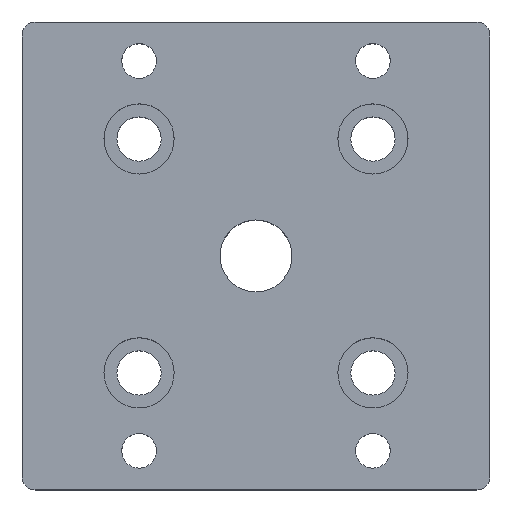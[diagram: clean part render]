
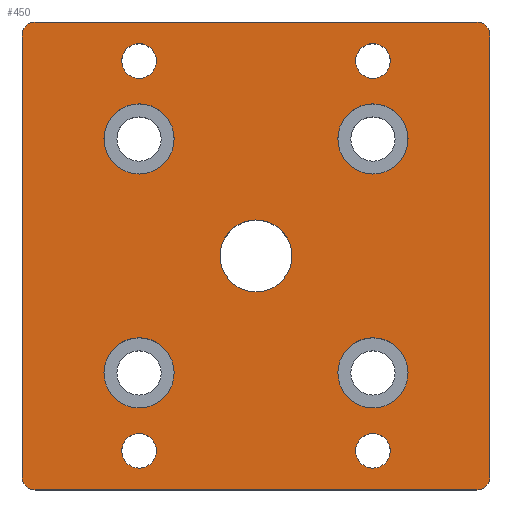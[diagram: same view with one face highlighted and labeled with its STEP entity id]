
A CAD part, top view. The second image highlights one B-rep face of the part: STEP entity #450.
In plain terms, the highlighted planar face has unit normal (0, 0, 1).
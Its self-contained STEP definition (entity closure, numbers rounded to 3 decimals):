
#16=PLANE('',#493);
#29=LINE('',#725,#45);
#30=LINE('',#729,#46);
#31=LINE('',#733,#47);
#32=LINE('',#736,#48);
#45=VECTOR('',#582,85.);
#46=VECTOR('',#585,85.);
#47=VECTOR('',#588,85.);
#48=VECTOR('',#591,85.);
#64=FACE_BOUND('',#137,.T.);
#65=FACE_BOUND('',#138,.T.);
#66=FACE_BOUND('',#139,.T.);
#67=FACE_BOUND('',#140,.T.);
#68=FACE_BOUND('',#141,.T.);
#69=FACE_BOUND('',#142,.T.);
#70=FACE_BOUND('',#143,.T.);
#71=FACE_BOUND('',#144,.T.);
#72=FACE_BOUND('',#145,.T.);
#102=FACE_OUTER_BOUND('',#136,.T.);
#136=EDGE_LOOP('',(#337,#338,#339,#340,#341,#342,#343,#344));
#137=EDGE_LOOP('',(#345));
#138=EDGE_LOOP('',(#346));
#139=EDGE_LOOP('',(#347));
#140=EDGE_LOOP('',(#348));
#141=EDGE_LOOP('',(#349));
#142=EDGE_LOOP('',(#350));
#143=EDGE_LOOP('',(#351));
#144=EDGE_LOOP('',(#352));
#145=EDGE_LOOP('',(#353));
#191=CIRCLE('',#476,3.324);
#193=CIRCLE('',#479,3.324);
#195=CIRCLE('',#482,3.324);
#197=CIRCLE('',#485,3.324);
#199=CIRCLE('',#488,6.918);
#201=CIRCLE('',#491,2.5);
#203=CIRCLE('',#494,2.5);
#204=CIRCLE('',#495,2.5);
#205=CIRCLE('',#496,2.5);
#206=CIRCLE('',#497,6.75);
#207=CIRCLE('',#498,6.75);
#208=CIRCLE('',#499,6.75);
#209=CIRCLE('',#500,6.75);
#227=VERTEX_POINT('',#690);
#229=VERTEX_POINT('',#695);
#231=VERTEX_POINT('',#700);
#233=VERTEX_POINT('',#705);
#235=VERTEX_POINT('',#710);
#237=VERTEX_POINT('',#715);
#238=VERTEX_POINT('',#716);
#241=VERTEX_POINT('',#724);
#242=VERTEX_POINT('',#726);
#243=VERTEX_POINT('',#728);
#244=VERTEX_POINT('',#730);
#245=VERTEX_POINT('',#732);
#246=VERTEX_POINT('',#734);
#247=VERTEX_POINT('',#737);
#248=VERTEX_POINT('',#739);
#249=VERTEX_POINT('',#741);
#250=VERTEX_POINT('',#743);
#271=EDGE_CURVE('',#227,#227,#191,.T.);
#273=EDGE_CURVE('',#229,#229,#193,.T.);
#275=EDGE_CURVE('',#231,#231,#195,.T.);
#277=EDGE_CURVE('',#233,#233,#197,.T.);
#279=EDGE_CURVE('',#235,#235,#199,.T.);
#281=EDGE_CURVE('',#237,#238,#201,.T.);
#285=EDGE_CURVE('',#241,#237,#29,.T.);
#286=EDGE_CURVE('',#242,#241,#203,.T.);
#287=EDGE_CURVE('',#243,#242,#30,.T.);
#288=EDGE_CURVE('',#244,#243,#204,.T.);
#289=EDGE_CURVE('',#245,#244,#31,.T.);
#290=EDGE_CURVE('',#246,#245,#205,.T.);
#291=EDGE_CURVE('',#238,#246,#32,.T.);
#292=EDGE_CURVE('',#247,#247,#206,.T.);
#293=EDGE_CURVE('',#248,#248,#207,.T.);
#294=EDGE_CURVE('',#249,#249,#208,.T.);
#295=EDGE_CURVE('',#250,#250,#209,.T.);
#337=ORIENTED_EDGE('',*,*,#281,.F.);
#338=ORIENTED_EDGE('',*,*,#285,.F.);
#339=ORIENTED_EDGE('',*,*,#286,.F.);
#340=ORIENTED_EDGE('',*,*,#287,.F.);
#341=ORIENTED_EDGE('',*,*,#288,.F.);
#342=ORIENTED_EDGE('',*,*,#289,.F.);
#343=ORIENTED_EDGE('',*,*,#290,.F.);
#344=ORIENTED_EDGE('',*,*,#291,.F.);
#345=ORIENTED_EDGE('',*,*,#271,.T.);
#346=ORIENTED_EDGE('',*,*,#273,.T.);
#347=ORIENTED_EDGE('',*,*,#275,.T.);
#348=ORIENTED_EDGE('',*,*,#277,.T.);
#349=ORIENTED_EDGE('',*,*,#279,.T.);
#350=ORIENTED_EDGE('',*,*,#292,.T.);
#351=ORIENTED_EDGE('',*,*,#293,.T.);
#352=ORIENTED_EDGE('',*,*,#294,.T.);
#353=ORIENTED_EDGE('',*,*,#295,.T.);
#450=ADVANCED_FACE('',(#102,#64,#65,#66,#67,#68,#69,#70,#71,#72),#16,.T.);
#476=AXIS2_PLACEMENT_3D('',#691,#544,#545);
#479=AXIS2_PLACEMENT_3D('',#696,#550,#551);
#482=AXIS2_PLACEMENT_3D('',#701,#556,#557);
#485=AXIS2_PLACEMENT_3D('',#706,#562,#563);
#488=AXIS2_PLACEMENT_3D('',#711,#568,#569);
#491=AXIS2_PLACEMENT_3D('',#717,#574,#575);
#493=AXIS2_PLACEMENT_3D('',#723,#580,#581);
#494=AXIS2_PLACEMENT_3D('',#727,#583,#584);
#495=AXIS2_PLACEMENT_3D('',#731,#586,#587);
#496=AXIS2_PLACEMENT_3D('',#735,#589,#590);
#497=AXIS2_PLACEMENT_3D('',#738,#592,#593);
#498=AXIS2_PLACEMENT_3D('',#740,#594,#595);
#499=AXIS2_PLACEMENT_3D('',#742,#596,#597);
#500=AXIS2_PLACEMENT_3D('',#744,#598,#599);
#544=DIRECTION('center_axis',(0.,0.,-1.));
#545=DIRECTION('ref_axis',(-1.,0.,0.));
#550=DIRECTION('center_axis',(0.,0.,-1.));
#551=DIRECTION('ref_axis',(-1.,0.,0.));
#556=DIRECTION('center_axis',(0.,0.,-1.));
#557=DIRECTION('ref_axis',(-1.,0.,0.));
#562=DIRECTION('center_axis',(0.,0.,-1.));
#563=DIRECTION('ref_axis',(-1.,0.,0.));
#568=DIRECTION('center_axis',(0.,0.,-1.));
#569=DIRECTION('ref_axis',(-1.,0.,0.));
#574=DIRECTION('center_axis',(0.,0.,-1.));
#575=DIRECTION('ref_axis',(0.707,0.707,0.));
#580=DIRECTION('center_axis',(0.,0.,1.));
#581=DIRECTION('ref_axis',(1.,0.,0.));
#582=DIRECTION('',(1.,0.,0.));
#583=DIRECTION('center_axis',(0.,0.,-1.));
#584=DIRECTION('ref_axis',(-0.707,0.707,0.));
#585=DIRECTION('',(0.,1.,0.));
#586=DIRECTION('center_axis',(0.,0.,-1.));
#587=DIRECTION('ref_axis',(-0.707,-0.707,0.));
#588=DIRECTION('',(-1.,0.,0.));
#589=DIRECTION('center_axis',(0.,0.,-1.));
#590=DIRECTION('ref_axis',(0.707,-0.707,0.));
#591=DIRECTION('',(0.,-1.,0.));
#592=DIRECTION('center_axis',(0.,0.,-1.));
#593=DIRECTION('ref_axis',(-1.,0.,0.));
#594=DIRECTION('center_axis',(0.,0.,-1.));
#595=DIRECTION('ref_axis',(-1.,0.,0.));
#596=DIRECTION('center_axis',(0.,0.,-1.));
#597=DIRECTION('ref_axis',(-1.,0.,0.));
#598=DIRECTION('center_axis',(0.,0.,-1.));
#599=DIRECTION('ref_axis',(-1.,0.,0.));
#690=CARTESIAN_POINT('',(14.707,74.319,15.));
#691=CARTESIAN_POINT('Origin',(11.384,74.319,15.));
#695=CARTESIAN_POINT('',(14.707,-0.681,15.));
#696=CARTESIAN_POINT('Origin',(11.384,-0.681,15.));
#700=CARTESIAN_POINT('',(59.707,-0.681,15.));
#701=CARTESIAN_POINT('Origin',(56.384,-0.681,15.));
#705=CARTESIAN_POINT('',(59.707,74.319,15.));
#706=CARTESIAN_POINT('Origin',(56.384,74.319,15.));
#710=CARTESIAN_POINT('',(40.801,36.819,15.));
#711=CARTESIAN_POINT('Origin',(33.884,36.819,15.));
#715=CARTESIAN_POINT('',(76.384,81.819,15.));
#716=CARTESIAN_POINT('',(78.884,79.319,15.));
#717=CARTESIAN_POINT('Origin',(76.384,79.319,15.));
#723=CARTESIAN_POINT('Origin',(33.884,36.819,15.));
#724=CARTESIAN_POINT('',(-8.616,81.819,15.));
#725=CARTESIAN_POINT('',(78.884,81.819,15.));
#726=CARTESIAN_POINT('',(-11.116,79.319,15.));
#727=CARTESIAN_POINT('Origin',(-8.616,79.319,15.));
#728=CARTESIAN_POINT('',(-11.116,-5.681,15.));
#729=CARTESIAN_POINT('',(-11.116,81.819,15.));
#730=CARTESIAN_POINT('',(-8.616,-8.181,15.));
#731=CARTESIAN_POINT('Origin',(-8.616,-5.681,15.));
#732=CARTESIAN_POINT('',(76.384,-8.181,15.));
#733=CARTESIAN_POINT('',(-11.116,-8.181,15.));
#734=CARTESIAN_POINT('',(78.884,-5.681,15.));
#735=CARTESIAN_POINT('Origin',(76.384,-5.681,15.));
#736=CARTESIAN_POINT('',(78.884,-8.181,15.));
#737=CARTESIAN_POINT('',(63.134,14.319,15.));
#738=CARTESIAN_POINT('Origin',(56.384,14.319,15.));
#739=CARTESIAN_POINT('',(18.134,59.319,15.));
#740=CARTESIAN_POINT('Origin',(11.384,59.319,15.));
#741=CARTESIAN_POINT('',(63.134,59.319,15.));
#742=CARTESIAN_POINT('Origin',(56.384,59.319,15.));
#743=CARTESIAN_POINT('',(18.134,14.319,15.));
#744=CARTESIAN_POINT('Origin',(11.384,14.319,15.));
